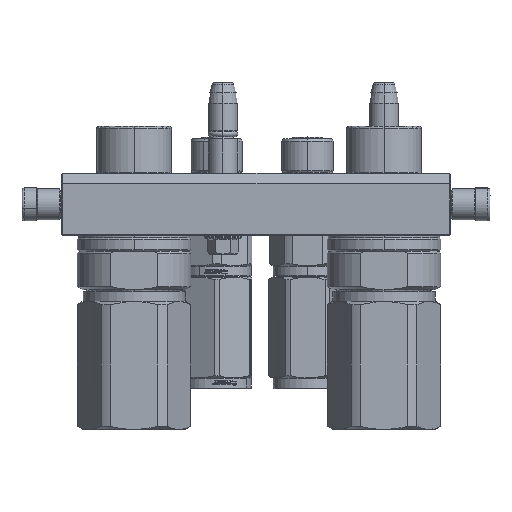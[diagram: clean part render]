
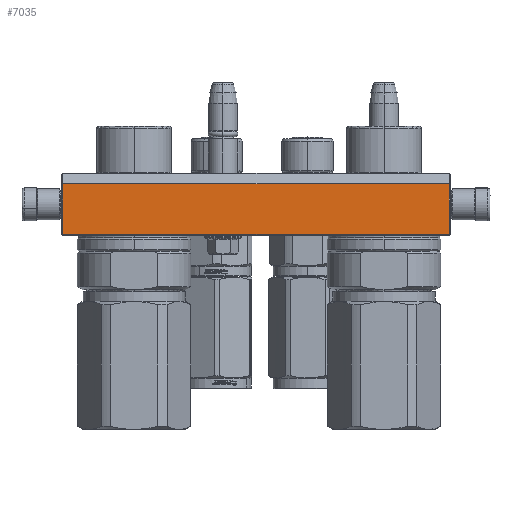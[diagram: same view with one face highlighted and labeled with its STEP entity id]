
A CAD part, left-side view. The second image highlights one B-rep face of the part: STEP entity #7035.
In plain terms, the highlighted face is planar.
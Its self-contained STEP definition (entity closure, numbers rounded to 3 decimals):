
#4620 = VERTEX_POINT ( 'NONE', #55064 ) ;
#7035 = ADVANCED_FACE ( 'NONE', ( #49895 ), #34945, .T. ) ;
#10283 = CARTESIAN_POINT ( 'NONE',  ( -93.5, 5., -45. ) ) ;
#11203 = LINE ( 'NONE', #15588, #48555 ) ;
#11595 = EDGE_LOOP ( 'NONE', ( #34888, #37593, #23127, #20134 ) ) ;
#11816 = CARTESIAN_POINT ( 'NONE',  ( 94., 0., -45. ) ) ;
#15588 = CARTESIAN_POINT ( 'NONE',  ( 93.5, 5., -45. ) ) ;
#16850 = CARTESIAN_POINT ( 'NONE',  ( 93.5, 5., -45. ) ) ;
#17953 = VERTEX_POINT ( 'NONE', #50672 ) ;
#19122 = DIRECTION ( 'NONE',  ( 0., 1., 0. ) ) ;
#20134 = ORIENTED_EDGE ( 'NONE', *, *, #58926, .T. ) ;
#20221 = VERTEX_POINT ( 'NONE', #51714 ) ;
#20348 = VECTOR ( 'NONE', #19122, 1000. ) ;
#23127 = ORIENTED_EDGE ( 'NONE', *, *, #54964, .F. ) ;
#24099 = EDGE_CURVE ( 'NONE', #4620, #17953, #54333, .T. ) ;
#25667 = DIRECTION ( 'NONE',  ( -1., 0., 0. ) ) ;
#27550 = LINE ( 'NONE', #10283, #20348 ) ;
#29281 = AXIS2_PLACEMENT_3D ( 'NONE', #11816, #35340, #31133 ) ;
#31133 = DIRECTION ( 'NONE',  ( -1., 0., 0. ) ) ;
#34888 = ORIENTED_EDGE ( 'NONE', *, *, #44774, .T. ) ;
#34945 = PLANE ( 'NONE',  #29281 ) ;
#35340 = DIRECTION ( 'NONE',  ( 0., 0., -1. ) ) ;
#37593 = ORIENTED_EDGE ( 'NONE', *, *, #24099, .F. ) ;
#38066 = DIRECTION ( 'NONE',  ( 0., 1., 0. ) ) ;
#39140 = DIRECTION ( 'NONE',  ( -1., 0., 0. ) ) ;
#44774 = EDGE_CURVE ( 'NONE', #20221, #17953, #27550, .T. ) ;
#46961 = CARTESIAN_POINT ( 'NONE',  ( 93.5, 5., -45. ) ) ;
#48555 = VECTOR ( 'NONE', #38066, 1000. ) ;
#49895 = FACE_OUTER_BOUND ( 'NONE', #11595, .T. ) ;
#50672 = CARTESIAN_POINT ( 'NONE',  ( -93.5, 29.5, -45. ) ) ;
#50860 = VERTEX_POINT ( 'NONE', #46961 ) ;
#51714 = CARTESIAN_POINT ( 'NONE',  ( -93.5, 5., -45. ) ) ;
#54136 = LINE ( 'NONE', #16850, #58494 ) ;
#54333 = LINE ( 'NONE', #57808, #57929 ) ;
#54964 = EDGE_CURVE ( 'NONE', #50860, #4620, #11203, .T. ) ;
#55064 = CARTESIAN_POINT ( 'NONE',  ( 93.5, 29.5, -45. ) ) ;
#57808 = CARTESIAN_POINT ( 'NONE',  ( 93.5, 29.5, -45. ) ) ;
#57929 = VECTOR ( 'NONE', #25667, 1000. ) ;
#58494 = VECTOR ( 'NONE', #39140, 1000. ) ;
#58926 = EDGE_CURVE ( 'NONE', #50860, #20221, #54136, .T. ) ;
